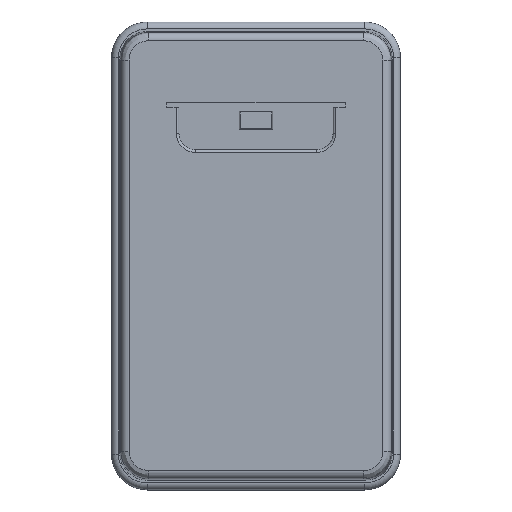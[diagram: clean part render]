
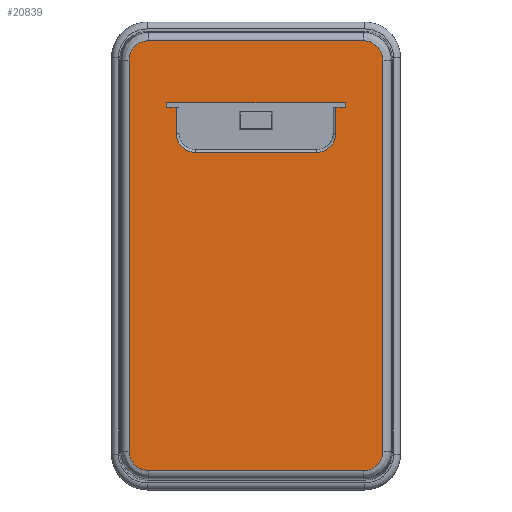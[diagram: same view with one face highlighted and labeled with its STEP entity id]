
A CAD part, top view. The second image highlights one B-rep face of the part: STEP entity #20839.
In plain terms, the highlighted planar face has unit normal (0, 0, 1).
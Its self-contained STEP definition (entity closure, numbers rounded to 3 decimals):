
#13962=DIRECTION('',(0.,1.,0.));
#13963=VECTOR('',#13962,9.5);
#13964=CARTESIAN_POINT('',(-29.,44.5,52.7));
#13965=LINE('',#13964,#13963);
#13966=CARTESIAN_POINT('',(-22.,44.5,52.7));
#13967=DIRECTION('',(0.,0.,-1.));
#13968=DIRECTION('',(0.,-1.,0.));
#13969=AXIS2_PLACEMENT_3D('',#13966,#13967,#13968);
#13971=DIRECTION('',(-1.,0.,0.));
#13972=VECTOR('',#13971,44.);
#13973=CARTESIAN_POINT('',(22.,37.5,52.7));
#13974=LINE('',#13973,#13972);
#13975=CARTESIAN_POINT('',(22.,44.5,52.7));
#13976=DIRECTION('',(0.,0.,-1.));
#13977=DIRECTION('',(1.,0.,0.));
#13978=AXIS2_PLACEMENT_3D('',#13975,#13976,#13977);
#13980=DIRECTION('',(0.,-1.,0.));
#13981=VECTOR('',#13980,9.5);
#13982=CARTESIAN_POINT('',(29.,54.,52.7));
#13983=LINE('',#13982,#13981);
#13984=DIRECTION('',(1.,0.,0.));
#13985=VECTOR('',#13984,3.5);
#13986=CARTESIAN_POINT('',(29.,54.,52.7));
#13987=LINE('',#13986,#13985);
#13988=DIRECTION('',(0.,1.,0.));
#13989=VECTOR('',#13988,1.5);
#13990=CARTESIAN_POINT('',(32.5,54.,52.7));
#13991=LINE('',#13990,#13989);
#13992=DIRECTION('',(-1.,0.,0.));
#13993=VECTOR('',#13992,65.);
#13994=CARTESIAN_POINT('',(32.5,55.5,52.7));
#13995=LINE('',#13994,#13993);
#13996=DIRECTION('',(0.,-1.,0.));
#13997=VECTOR('',#13996,1.5);
#13998=CARTESIAN_POINT('',(-32.5,55.5,52.7));
#13999=LINE('',#13998,#13997);
#14000=DIRECTION('',(1.,0.,0.));
#14001=VECTOR('',#14000,3.5);
#14002=CARTESIAN_POINT('',(-32.5,54.,52.7));
#14003=LINE('',#14002,#14001);
#14004=CARTESIAN_POINT('',(39.099,78.098,52.7));
#14005=CARTESIAN_POINT('',(39.446,78.098,52.7));
#14006=CARTESIAN_POINT('',(40.122,78.047,52.7));
#14007=CARTESIAN_POINT('',(41.07,77.839,52.7));
#14008=CARTESIAN_POINT('',(41.994,77.497,52.7));
#14009=CARTESIAN_POINT('',(42.857,77.031,52.7));
#14010=CARTESIAN_POINT('',(43.649,76.448,52.7));
#14011=CARTESIAN_POINT('',(44.35,75.762,52.7));
#14012=CARTESIAN_POINT('',(44.951,74.98,52.7));
#14013=CARTESIAN_POINT('',(45.43,74.137,52.7));
#14014=CARTESIAN_POINT('',(45.804,73.196,52.7));
#14015=CARTESIAN_POINT('',(46.043,72.167,52.7));
#14016=CARTESIAN_POINT('',(46.098,71.46,52.7));
#14017=CARTESIAN_POINT('',(46.098,71.099,52.7));
#14019=DIRECTION('',(0.,-1.,0.));
#14020=VECTOR('',#14019,142.197);
#14021=CARTESIAN_POINT('',(46.098,71.099,52.7));
#14022=LINE('',#14021,#14020);
#14023=CARTESIAN_POINT('',(46.098,-71.099,52.7));
#14024=CARTESIAN_POINT('',(46.098,-71.446,52.7));
#14025=CARTESIAN_POINT('',(46.047,-72.122,52.7));
#14026=CARTESIAN_POINT('',(45.839,-73.07,52.7));
#14027=CARTESIAN_POINT('',(45.497,-73.994,52.7));
#14028=CARTESIAN_POINT('',(45.031,-74.857,52.7));
#14029=CARTESIAN_POINT('',(44.448,-75.649,52.7));
#14030=CARTESIAN_POINT('',(43.762,-76.35,52.7));
#14031=CARTESIAN_POINT('',(42.98,-76.951,52.7));
#14032=CARTESIAN_POINT('',(42.137,-77.43,52.7));
#14033=CARTESIAN_POINT('',(41.196,-77.804,52.7));
#14034=CARTESIAN_POINT('',(40.167,-78.043,52.7));
#14035=CARTESIAN_POINT('',(39.46,-78.098,52.7));
#14036=CARTESIAN_POINT('',(39.099,-78.098,52.7));
#14038=DIRECTION('',(-1.,0.,0.));
#14039=VECTOR('',#14038,78.197);
#14040=CARTESIAN_POINT('',(39.099,-78.098,52.7));
#14041=LINE('',#14040,#14039);
#14042=CARTESIAN_POINT('',(-39.099,-78.098,52.7));
#14043=CARTESIAN_POINT('',(-39.446,-78.098,52.7));
#14044=CARTESIAN_POINT('',(-40.122,-78.047,52.7));
#14045=CARTESIAN_POINT('',(-41.07,-77.839,52.7));
#14046=CARTESIAN_POINT('',(-41.994,-77.497,52.7));
#14047=CARTESIAN_POINT('',(-42.857,-77.031,52.7));
#14048=CARTESIAN_POINT('',(-43.649,-76.448,52.7));
#14049=CARTESIAN_POINT('',(-44.35,-75.762,52.7));
#14050=CARTESIAN_POINT('',(-44.951,-74.98,52.7));
#14051=CARTESIAN_POINT('',(-45.43,-74.137,52.7));
#14052=CARTESIAN_POINT('',(-45.804,-73.196,52.7));
#14053=CARTESIAN_POINT('',(-46.043,-72.167,52.7));
#14054=CARTESIAN_POINT('',(-46.098,-71.46,52.7));
#14055=CARTESIAN_POINT('',(-46.098,-71.099,52.7));
#14057=DIRECTION('',(0.,1.,0.));
#14058=VECTOR('',#14057,142.197);
#14059=CARTESIAN_POINT('',(-46.098,-71.099,52.7));
#14060=LINE('',#14059,#14058);
#14061=CARTESIAN_POINT('',(-46.098,71.099,52.7));
#14062=CARTESIAN_POINT('',(-46.098,71.446,52.7));
#14063=CARTESIAN_POINT('',(-46.047,72.122,52.7));
#14064=CARTESIAN_POINT('',(-45.839,73.07,52.7));
#14065=CARTESIAN_POINT('',(-45.497,73.994,52.7));
#14066=CARTESIAN_POINT('',(-45.031,74.857,52.7));
#14067=CARTESIAN_POINT('',(-44.448,75.649,52.7));
#14068=CARTESIAN_POINT('',(-43.762,76.35,52.7));
#14069=CARTESIAN_POINT('',(-42.98,76.951,52.7));
#14070=CARTESIAN_POINT('',(-42.137,77.43,52.7));
#14071=CARTESIAN_POINT('',(-41.196,77.804,52.7));
#14072=CARTESIAN_POINT('',(-40.167,78.043,52.7));
#14073=CARTESIAN_POINT('',(-39.46,78.098,52.7));
#14074=CARTESIAN_POINT('',(-39.099,78.098,52.7));
#14076=DIRECTION('',(1.,0.,0.));
#14077=VECTOR('',#14076,78.197);
#14078=CARTESIAN_POINT('',(-39.099,78.098,52.7));
#14079=LINE('',#14078,#14077);
#16589=CARTESIAN_POINT('',(32.5,55.5,52.7));
#16590=CARTESIAN_POINT('',(-32.5,55.5,52.7));
#16591=VERTEX_POINT('',#16589);
#16592=VERTEX_POINT('',#16590);
#16927=VERTEX_POINT('',#14004);
#16928=VERTEX_POINT('',#14017);
#16931=CARTESIAN_POINT('',(46.098,-71.099,52.7));
#16932=VERTEX_POINT('',#16931);
#16934=VERTEX_POINT('',#14036);
#16937=CARTESIAN_POINT('',(-39.099,-78.098,52.7));
#16938=VERTEX_POINT('',#16937);
#16940=VERTEX_POINT('',#14055);
#16943=CARTESIAN_POINT('',(-46.098,71.099,52.7));
#16944=VERTEX_POINT('',#16943);
#16946=VERTEX_POINT('',#14074);
#17838=CARTESIAN_POINT('',(-32.5,54.,52.7));
#17839=VERTEX_POINT('',#17838);
#17840=CARTESIAN_POINT('',(32.5,54.,52.7));
#17841=VERTEX_POINT('',#17840);
#17842=CARTESIAN_POINT('',(-29.,54.,52.7));
#17844=VERTEX_POINT('',#17842);
#17848=CARTESIAN_POINT('',(-29.,44.5,52.7));
#17849=VERTEX_POINT('',#17848);
#17850=CARTESIAN_POINT('',(-22.,37.5,52.7));
#17851=VERTEX_POINT('',#17850);
#17854=CARTESIAN_POINT('',(22.,37.5,52.7));
#17855=VERTEX_POINT('',#17854);
#17858=CARTESIAN_POINT('',(29.,44.5,52.7));
#17859=VERTEX_POINT('',#17858);
#17863=CARTESIAN_POINT('',(29.,54.,52.7));
#17865=VERTEX_POINT('',#17863);
#20802=CARTESIAN_POINT('',(0.,0.,52.7));
#20803=DIRECTION('',(0.,0.,1.));
#20804=DIRECTION('',(-1.,0.,0.));
#20805=AXIS2_PLACEMENT_3D('',#20802,#20803,#20804);
#20806=PLANE('',#20805);
#20807=ORIENTED_EDGE('',*,*,#20437,.T.);
#20808=ORIENTED_EDGE('',*,*,#20478,.T.);
#20809=ORIENTED_EDGE('',*,*,#20553,.T.);
#20810=ORIENTED_EDGE('',*,*,#20594,.T.);
#20811=ORIENTED_EDGE('',*,*,#20669,.T.);
#20812=ORIENTED_EDGE('',*,*,#20710,.T.);
#20813=ORIENTED_EDGE('',*,*,#20784,.T.);
#20814=ORIENTED_EDGE('',*,*,#20361,.T.);
#20815=EDGE_LOOP('',(#20807,#20808,#20809,#20810,#20811,#20812,#20813,#20814));
#20816=FACE_OUTER_BOUND('',#20815,.F.);
#20818=ORIENTED_EDGE('',*,*,#20817,.F.);
#20820=ORIENTED_EDGE('',*,*,#20819,.F.);
#20822=ORIENTED_EDGE('',*,*,#20821,.F.);
#20824=ORIENTED_EDGE('',*,*,#20823,.F.);
#20826=ORIENTED_EDGE('',*,*,#20825,.F.);
#20828=ORIENTED_EDGE('',*,*,#20827,.T.);
#20830=ORIENTED_EDGE('',*,*,#20829,.T.);
#20832=ORIENTED_EDGE('',*,*,#20831,.T.);
#20834=ORIENTED_EDGE('',*,*,#20833,.T.);
#20836=ORIENTED_EDGE('',*,*,#20835,.T.);
#20837=EDGE_LOOP('',(#20818,#20820,#20822,#20824,#20826,#20828,#20830,#20832,
#20834,#20836));
#20838=FACE_BOUND('',#20837,.F.);
#20839=ADVANCED_FACE('',(#20816,#20838),#20806,.T.);
#13970=CIRCLE('',#13969,7.);
#13979=CIRCLE('',#13978,7.);
#14018=B_SPLINE_CURVE_WITH_KNOTS('',3,(#14004,#14005,#14006,#14007,#14008,
#14009,#14010,#14011,#14012,#14013,#14014,#14015,#14016,#14017),.UNSPECIFIED.,
.F.,.F.,(4,1,1,1,1,1,1,1,1,1,1,4),(0.,0.091,0.182,
0.273,0.364,0.455,0.545,
0.636,0.727,0.818,0.909,1.),
.UNSPECIFIED.);
#14037=B_SPLINE_CURVE_WITH_KNOTS('',3,(#14023,#14024,#14025,#14026,#14027,
#14028,#14029,#14030,#14031,#14032,#14033,#14034,#14035,#14036),.UNSPECIFIED.,
.F.,.F.,(4,1,1,1,1,1,1,1,1,1,1,4),(0.,0.091,0.182,
0.273,0.364,0.455,0.545,
0.636,0.727,0.818,0.909,1.),
.UNSPECIFIED.);
#14056=B_SPLINE_CURVE_WITH_KNOTS('',3,(#14042,#14043,#14044,#14045,#14046,
#14047,#14048,#14049,#14050,#14051,#14052,#14053,#14054,#14055),.UNSPECIFIED.,
.F.,.F.,(4,1,1,1,1,1,1,1,1,1,1,4),(0.,0.091,0.182,
0.273,0.364,0.455,0.545,
0.636,0.727,0.818,0.909,1.),
.UNSPECIFIED.);
#14075=B_SPLINE_CURVE_WITH_KNOTS('',3,(#14061,#14062,#14063,#14064,#14065,
#14066,#14067,#14068,#14069,#14070,#14071,#14072,#14073,#14074),.UNSPECIFIED.,
.F.,.F.,(4,1,1,1,1,1,1,1,1,1,1,4),(0.,0.091,0.182,
0.273,0.364,0.455,0.545,
0.636,0.727,0.818,0.909,1.),
.UNSPECIFIED.);
#20361=EDGE_CURVE('',#16946,#16927,#14079,.T.);
#20437=EDGE_CURVE('',#16927,#16928,#14018,.T.);
#20478=EDGE_CURVE('',#16928,#16932,#14022,.T.);
#20553=EDGE_CURVE('',#16932,#16934,#14037,.T.);
#20594=EDGE_CURVE('',#16934,#16938,#14041,.T.);
#20669=EDGE_CURVE('',#16938,#16940,#14056,.T.);
#20710=EDGE_CURVE('',#16940,#16944,#14060,.T.);
#20784=EDGE_CURVE('',#16944,#16946,#14075,.T.);
#20817=EDGE_CURVE('',#17849,#17844,#13965,.T.);
#20819=EDGE_CURVE('',#17851,#17849,#13970,.T.);
#20821=EDGE_CURVE('',#17855,#17851,#13974,.T.);
#20823=EDGE_CURVE('',#17859,#17855,#13979,.T.);
#20825=EDGE_CURVE('',#17865,#17859,#13983,.T.);
#20827=EDGE_CURVE('',#17865,#17841,#13987,.T.);
#20829=EDGE_CURVE('',#17841,#16591,#13991,.T.);
#20831=EDGE_CURVE('',#16591,#16592,#13995,.T.);
#20833=EDGE_CURVE('',#16592,#17839,#13999,.T.);
#20835=EDGE_CURVE('',#17839,#17844,#14003,.T.);
